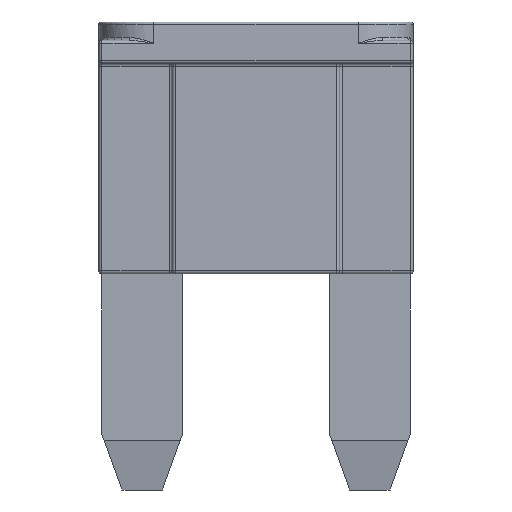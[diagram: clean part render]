
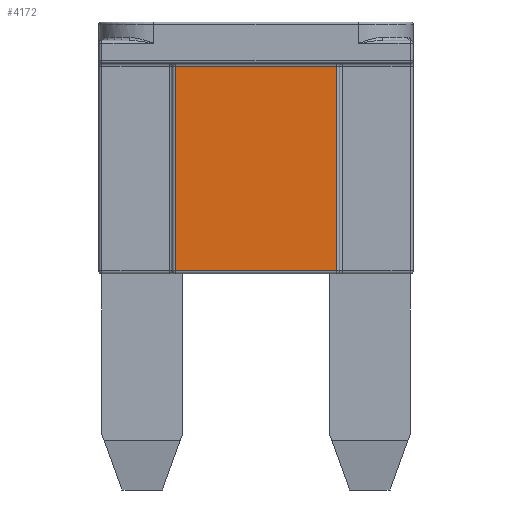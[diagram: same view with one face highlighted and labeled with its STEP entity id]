
A CAD part, front view. The second image highlights one B-rep face of the part: STEP entity #4172.
In plain terms, the highlighted planar face has unit normal (0, -1, 0).
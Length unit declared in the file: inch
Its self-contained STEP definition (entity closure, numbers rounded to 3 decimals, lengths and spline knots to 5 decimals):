
#655=FACE_OUTER_BOUND('',#910,.T.);
#910=EDGE_LOOP('',(#3480,#3481,#3482,#3483));
#1233=LINE('',#7357,#1563);
#1234=LINE('',#7359,#1564);
#1235=LINE('',#7363,#1565);
#1269=LINE('',#7694,#1599);
#1563=VECTOR('',#5273,0.27953);
#1564=VECTOR('',#5276,0.22047);
#1565=VECTOR('',#5281,0.27953);
#1599=VECTOR('',#5435,0.22047);
#1908=VERTEX_POINT('',#6937);
#1911=VERTEX_POINT('',#6948);
#1936=VERTEX_POINT('',#7355);
#1937=VERTEX_POINT('',#7361);
#2442=EDGE_CURVE('',#1936,#1908,#1233,.T.);
#2443=EDGE_CURVE('',#1908,#1911,#1234,.T.);
#2445=EDGE_CURVE('',#1911,#1937,#1235,.F.);
#2517=EDGE_CURVE('',#1937,#1936,#1269,.T.);
#3480=ORIENTED_EDGE('',*,*,#2443,.F.);
#3481=ORIENTED_EDGE('',*,*,#2442,.F.);
#3482=ORIENTED_EDGE('',*,*,#2517,.F.);
#3483=ORIENTED_EDGE('',*,*,#2445,.F.);
#3986=PLANE('',#4521);
#4172=ADVANCED_FACE('',(#655),#3986,.F.);
#4521=AXIS2_PLACEMENT_3D('',#7693,#5433,#5434);
#5273=DIRECTION('',(0.,0.,1.));
#5276=DIRECTION('',(1.,0.,0.));
#5281=DIRECTION('',(0.,0.,1.));
#5433=DIRECTION('center_axis',(0.,1.,0.));
#5434=DIRECTION('ref_axis',(0.,0.,1.));
#5435=DIRECTION('',(-1.,0.,0.));
#6937=CARTESIAN_POINT('',(-0.11024,-0.06693,0.28346));
#6948=CARTESIAN_POINT('',(0.11024,-0.06693,0.28346));
#7355=CARTESIAN_POINT('',(-0.11024,-0.06693,0.00394));
#7357=CARTESIAN_POINT('',(-0.11024,-0.06693,0.00394));
#7359=CARTESIAN_POINT('',(-0.11024,-0.06693,0.28346));
#7361=CARTESIAN_POINT('',(0.11024,-0.06693,0.00394));
#7363=CARTESIAN_POINT('',(0.11024,-0.06693,0.00394));
#7693=CARTESIAN_POINT('Origin',(-0.11417,-0.06693,
0.));
#7694=CARTESIAN_POINT('',(0.11024,-0.06693,0.00394));
